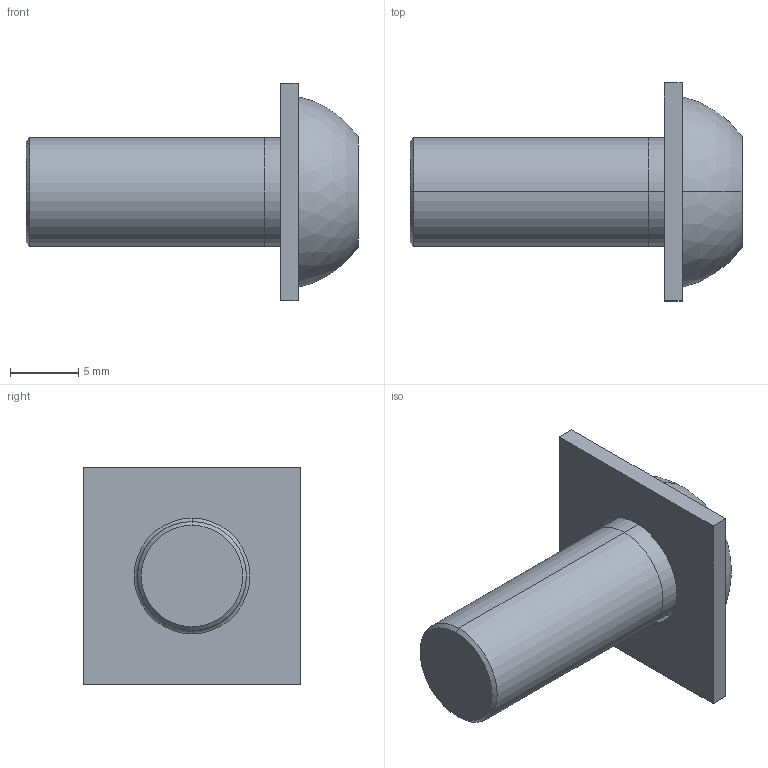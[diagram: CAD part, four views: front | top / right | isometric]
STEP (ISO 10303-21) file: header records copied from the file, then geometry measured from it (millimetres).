
FILE_DESCRIPTION((''),'2;1');
FILE_NAME('11097_SPOJNI_SET_CELNI_P_U8_ASM','2022-09-16T13:39:15',('PredragRovcanin'),('Audax d.o.o.'),'CREO PARAMETRIC BY PTC INC, 2020281','CREO PARAMETRIC BY PTC INC, 2020281','');
FILE_SCHEMA(('AUTOMOTIVE_DESIGN { 1 0 10303 214 1 1 1 1 }'));
Length unit declared in the file: millimetre
Products named in the file (3): L-ISO7380-M8X20; 11053_PODLOZKA_UTORNA_KV_M8_U8; 11097_SPOJNI_SET_CELNI_P_U8_ASM
Assembly tree (2 placements, depth 2):
  11097_SPOJNI_SET_CELNI_P_U8_ASM
    L-ISO7380-M8X20
    11053_PODLOZKA_UTORNA_KV_M8_U8
Bounding box: 24.4 x 16 x 16 mm (x, y, z)
Volume: 1691.1 mm3; surface area: 1881 mm2
Topology: 2 solids, 3 shells, 41 faces, 91 edges, 60 vertices
Faces by surface type: plane 23, cylinder 12, torus 2, sphere 2, cone 2
Entity records: 2296 total; most frequent: COLOUR_RGB 324, CARTESIAN_POINT 240, DIRECTION 215, ORIENTED_EDGE 172, PRESENTATION_STYLE_ASSIGNMENT 95, STYLED_ITEM 95, CURVE_STYLE 92, EDGE_CURVE 88
